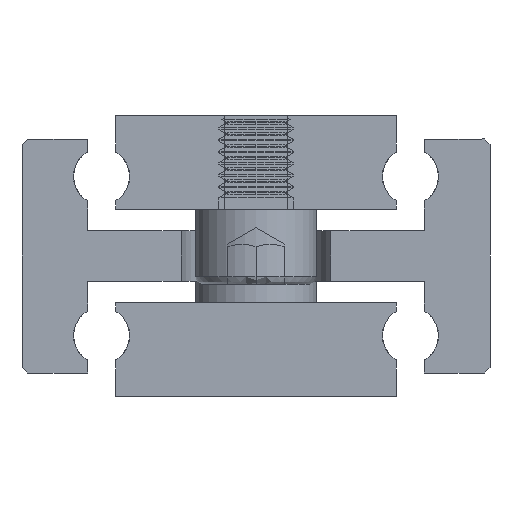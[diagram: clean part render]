
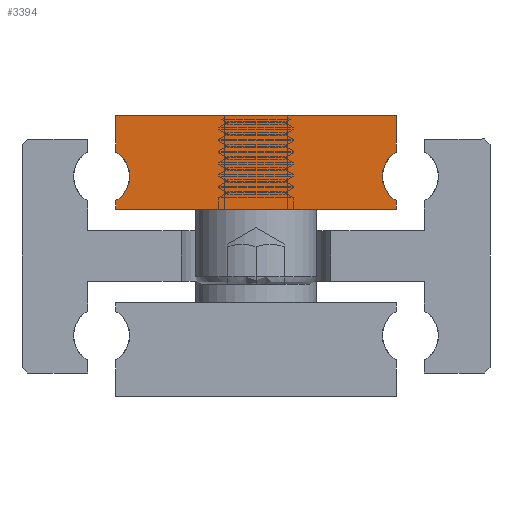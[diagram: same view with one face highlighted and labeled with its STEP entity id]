
A CAD part, front view. The second image highlights one B-rep face of the part: STEP entity #3394.
In plain terms, the highlighted planar face has unit normal (0, -1, 0).
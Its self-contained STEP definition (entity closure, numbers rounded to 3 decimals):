
#2082=CARTESIAN_POINT('',(-13.5,-625.0,0.));
#2083=VERTEX_POINT('',#2082);
#2092=CARTESIAN_POINT('',(-15.0,-625.0,2.598));
#2093=VERTEX_POINT('',#2092);
#2094=CARTESIAN_POINT('',(-16.5,-625.0,0.0));
#2095=DIRECTION('',(0.0,1.0,0.0));
#2096=DIRECTION('',(1.0,0.0,0.0));
#2097=AXIS2_PLACEMENT_3D('',#2094,#2095,#2096);
#2098=CIRCLE('',#2097,3.0);
#2099=EDGE_CURVE('',#2093,#2083,#2098,.T.);
#2231=CARTESIAN_POINT('',(15.0,-625.0,2.598));
#2232=VERTEX_POINT('',#2231);
#2239=CARTESIAN_POINT('',(13.5,-625.0,0.));
#2240=VERTEX_POINT('',#2239);
#2241=CARTESIAN_POINT('',(16.5,-625.0,0.0));
#2242=DIRECTION('',(0.0,1.0,0.0));
#2243=DIRECTION('',(1.0,0.0,0.0));
#2244=AXIS2_PLACEMENT_3D('',#2241,#2242,#2243);
#2245=CIRCLE('',#2244,3.0);
#2246=EDGE_CURVE('',#2240,#2232,#2245,.T.);
#2968=CARTESIAN_POINT('',(15.0,-625.0,6.5));
#2969=VERTEX_POINT('',#2968);
#2976=CARTESIAN_POINT('',(15.0,-625.0,6.5));
#2977=DIRECTION('',(0.0,0.0,-1.0));
#2978=VECTOR('',#2977,3.902);
#2979=LINE('',#2976,#2978);
#2980=EDGE_CURVE('',#2969,#2232,#2979,.T.);
#2993=CARTESIAN_POINT('',(15.0,-625.0,-2.598));
#2994=VERTEX_POINT('',#2993);
#3001=CARTESIAN_POINT('',(15.0,-625.0,-3.5));
#3002=VERTEX_POINT('',#3001);
#3003=CARTESIAN_POINT('',(15.0,-625.0,-2.598));
#3004=DIRECTION('',(0.0,0.0,-1.0));
#3005=VECTOR('',#3004,0.902);
#3006=LINE('',#3003,#3005);
#3007=EDGE_CURVE('',#2994,#3002,#3006,.T.);
#3139=CARTESIAN_POINT('',(16.5,-625.0,0.0));
#3140=DIRECTION('',(0.0,1.0,0.0));
#3141=DIRECTION('',(1.0,0.0,0.0));
#3142=AXIS2_PLACEMENT_3D('',#3139,#3140,#3141);
#3143=CIRCLE('',#3142,3.0);
#3144=EDGE_CURVE('',#2994,#2240,#3143,.T.);
#3179=CARTESIAN_POINT('',(-15.0,-625.0,-2.598));
#3180=VERTEX_POINT('',#3179);
#3187=CARTESIAN_POINT('',(-16.5,-625.0,0.0));
#3188=DIRECTION('',(0.0,1.0,0.0));
#3189=DIRECTION('',(1.0,0.0,0.0));
#3190=AXIS2_PLACEMENT_3D('',#3187,#3188,#3189);
#3191=CIRCLE('',#3190,3.0);
#3192=EDGE_CURVE('',#2083,#3180,#3191,.T.);
#3246=CARTESIAN_POINT('',(-15.0,-625.0,-3.5));
#3247=VERTEX_POINT('',#3246);
#3254=CARTESIAN_POINT('',(-15.0,-625.0,-3.5));
#3255=DIRECTION('',(0.0,0.0,1.0));
#3256=VECTOR('',#3255,0.902);
#3257=LINE('',#3254,#3256);
#3258=EDGE_CURVE('',#3247,#3180,#3257,.T.);
#3269=CARTESIAN_POINT('',(-15.,-625.0,6.5));
#3270=VERTEX_POINT('',#3269);
#3271=CARTESIAN_POINT('',(-15.0,-625.0,2.598));
#3272=DIRECTION('',(0.0,0.0,1.0));
#3273=VECTOR('',#3272,3.902);
#3274=LINE('',#3271,#3273);
#3275=EDGE_CURVE('',#2093,#3270,#3274,.T.);
#3294=CARTESIAN_POINT('',(15.0,-625.0,-3.5));
#3295=DIRECTION('',(-1.0,0.0,0.0));
#3296=VECTOR('',#3295,30.0);
#3297=LINE('',#3294,#3296);
#3298=EDGE_CURVE('',#3002,#3247,#3297,.T.);
#3339=CARTESIAN_POINT('',(-15.,-625.0,6.5));
#3340=DIRECTION('',(1.0,0.0,0.0));
#3341=VECTOR('',#3340,30.);
#3342=LINE('',#3339,#3341);
#3343=EDGE_CURVE('',#3270,#2969,#3342,.T.);
#3377=CARTESIAN_POINT('',(0.,-625.0,1.5));
#3378=DIRECTION('',(0.0,1.0,0.0));
#3379=DIRECTION('',(0.0,0.0,1.0));
#3380=AXIS2_PLACEMENT_3D('',#3377,#3378,#3379);
#3381=PLANE('',#3380);
#3382=ORIENTED_EDGE('',*,*,#3144,.T.);
#3383=ORIENTED_EDGE('',*,*,#2246,.T.);
#3384=ORIENTED_EDGE('',*,*,#2980,.F.);
#3385=ORIENTED_EDGE('',*,*,#3343,.F.);
#3386=ORIENTED_EDGE('',*,*,#3275,.F.);
#3387=ORIENTED_EDGE('',*,*,#2099,.T.);
#3388=ORIENTED_EDGE('',*,*,#3192,.T.);
#3389=ORIENTED_EDGE('',*,*,#3258,.F.);
#3390=ORIENTED_EDGE('',*,*,#3298,.F.);
#3391=ORIENTED_EDGE('',*,*,#3007,.F.);
#3392=EDGE_LOOP('',(#3382,#3383,#3384,#3385,#3386,#3387,#3388,#3389,#3390,#3391));
#3393=FACE_OUTER_BOUND('',#3392,.T.);
#3394=ADVANCED_FACE('',(#3393),#3381,.F.);
